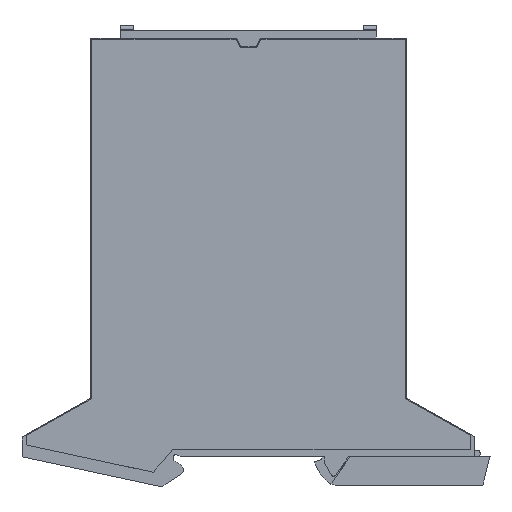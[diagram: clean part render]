
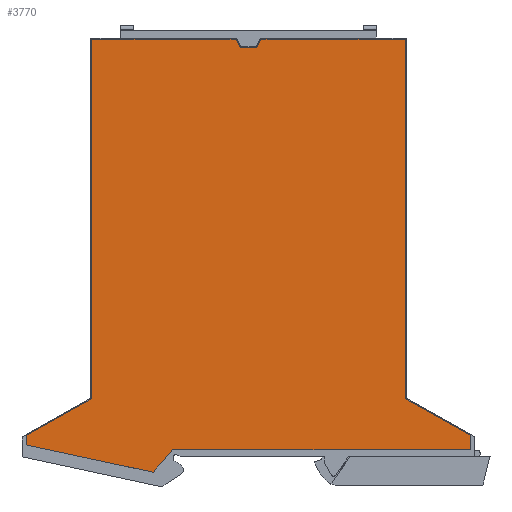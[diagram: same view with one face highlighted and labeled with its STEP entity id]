
A CAD part, left-side view. The second image highlights one B-rep face of the part: STEP entity #3770.
In plain terms, the highlighted planar face has unit normal (-1, 0, 0).
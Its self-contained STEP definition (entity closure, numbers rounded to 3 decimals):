
#3748=AXIS2_PLACEMENT_3D('Plane Axis2P3D',#3745,#3746,#3747) ;
#2802=CARTESIAN_POINT('Vertex',(0.,54.457,102.837)) ;
#2809=CARTESIAN_POINT('Vertex',(0.,58.347,102.837)) ;
#2812=CARTESIAN_POINT('Line Origine',(0.,56.402,102.837)) ;
#2830=CARTESIAN_POINT('Line Origine',(0.,54.014,103.787)) ;
#2834=CARTESIAN_POINT('Vertex',(0.,53.571,104.737)) ;
#2850=CARTESIAN_POINT('Line Origine',(0.,51.821,104.737)) ;
#2854=CARTESIAN_POINT('Vertex',(0.,50.071,104.737)) ;
#2857=CARTESIAN_POINT('Line Origine',(0.,34.937,104.737)) ;
#2861=CARTESIAN_POINT('Vertex',(0.,19.802,104.737)) ;
#2878=CARTESIAN_POINT('Line Origine',(0.,19.802,62.761)) ;
#2882=CARTESIAN_POINT('Vertex',(0.,19.802,20.784)) ;
#2898=CARTESIAN_POINT('Line Origine',(0.,12.186,16.519)) ;
#2902=CARTESIAN_POINT('Vertex',(0.,4.57,12.253)) ;
#2918=CARTESIAN_POINT('Line Origine',(0.,4.57,10.545)) ;
#2922=CARTESIAN_POINT('Vertex',(0.,4.57,8.837)) ;
#2938=CARTESIAN_POINT('Line Origine',(0.,39.349,8.837)) ;
#2942=CARTESIAN_POINT('Vertex',(0.,74.129,8.837)) ;
#2967=CARTESIAN_POINT('Control Point',(0.,74.602,8.296)) ;
#2968=CARTESIAN_POINT('Control Point',(0.,74.444,8.476)) ;
#2969=CARTESIAN_POINT('Control Point',(0.,74.286,8.657)) ;
#2970=CARTESIAN_POINT('Control Point',(0.,74.129,8.837)) ;
#2971=CARTESIAN_POINT('Vertex',(0.,74.602,8.296)) ;
#2996=CARTESIAN_POINT('Control Point',(0.,74.607,8.29)) ;
#2997=CARTESIAN_POINT('Control Point',(0.,74.605,8.292)) ;
#2998=CARTESIAN_POINT('Control Point',(0.,74.604,8.294)) ;
#2999=CARTESIAN_POINT('Control Point',(0.,74.602,8.296)) ;
#3000=CARTESIAN_POINT('Vertex',(0.,74.607,8.29)) ;
#3016=CARTESIAN_POINT('Line Origine',(0.,76.644,5.958)) ;
#3020=CARTESIAN_POINT('Vertex',(0.,78.681,3.626)) ;
#3036=CARTESIAN_POINT('Line Origine',(0.,93.458,6.805)) ;
#3040=CARTESIAN_POINT('Vertex',(0.,108.234,9.985)) ;
#3060=CARTESIAN_POINT('Line Origine',(0.,108.234,11.119)) ;
#3064=CARTESIAN_POINT('Vertex',(0.,108.234,12.253)) ;
#3080=CARTESIAN_POINT('Line Origine',(0.,100.618,16.519)) ;
#3084=CARTESIAN_POINT('Vertex',(0.,93.002,20.784)) ;
#3100=CARTESIAN_POINT('Line Origine',(0.,93.002,62.761)) ;
#3104=CARTESIAN_POINT('Vertex',(0.,93.002,104.737)) ;
#3120=CARTESIAN_POINT('Line Origine',(0.,60.983,104.737)) ;
#3124=CARTESIAN_POINT('Vertex',(0.,59.233,104.737)) ;
#3126=CARTESIAN_POINT('Vertex',(0.,62.733,104.737)) ;
#3134=CARTESIAN_POINT('Line Origine',(0.,77.867,104.737)) ;
#3153=CARTESIAN_POINT('Line Origine',(0.,58.79,103.787)) ;
#3745=CARTESIAN_POINT('Axis2P3D Location',(0.,56.402,7.237)) ;
#2813=DIRECTION('Vector Direction',(0.,1.,0.)) ;
#2831=DIRECTION('Vector Direction',(0.,-0.423,0.906)) ;
#2851=DIRECTION('Vector Direction',(0.,1.,0.)) ;
#2858=DIRECTION('Vector Direction',(0.,1.,0.)) ;
#2879=DIRECTION('Vector Direction',(0.,0.,1.)) ;
#2899=DIRECTION('Vector Direction',(0.,0.872,0.489)) ;
#2919=DIRECTION('Vector Direction',(0.,0.,1.)) ;
#2939=DIRECTION('Vector Direction',(0.,1.,0.)) ;
#3017=DIRECTION('Vector Direction',(0.,-0.658,0.753)) ;
#3037=DIRECTION('Vector Direction',(0.,-0.978,-0.21)) ;
#3061=DIRECTION('Vector Direction',(0.,0.,-1.)) ;
#3081=DIRECTION('Vector Direction',(0.,0.872,-0.489)) ;
#3101=DIRECTION('Vector Direction',(0.,0.,-1.)) ;
#3121=DIRECTION('Vector Direction',(0.,1.,0.)) ;
#3135=DIRECTION('Vector Direction',(0.,1.,0.)) ;
#3154=DIRECTION('Vector Direction',(0.,0.423,0.906)) ;
#3746=DIRECTION('Axis2P3D Direction',(-1.,0.,0.)) ;
#3747=DIRECTION('Axis2P3D XDirection',(0.,1.,0.)) ;
#2814=VECTOR('Line Direction',#2813,1.) ;
#2832=VECTOR('Line Direction',#2831,1.) ;
#2852=VECTOR('Line Direction',#2851,1.) ;
#2859=VECTOR('Line Direction',#2858,1.) ;
#2880=VECTOR('Line Direction',#2879,1.) ;
#2900=VECTOR('Line Direction',#2899,1.) ;
#2920=VECTOR('Line Direction',#2919,1.) ;
#2940=VECTOR('Line Direction',#2939,1.) ;
#3018=VECTOR('Line Direction',#3017,1.) ;
#3038=VECTOR('Line Direction',#3037,1.) ;
#3062=VECTOR('Line Direction',#3061,1.) ;
#3082=VECTOR('Line Direction',#3081,1.) ;
#3102=VECTOR('Line Direction',#3101,1.) ;
#3122=VECTOR('Line Direction',#3121,1.) ;
#3136=VECTOR('Line Direction',#3135,1.) ;
#3155=VECTOR('Line Direction',#3154,1.) ;
#3751=ORIENTED_EDGE('',*,*,#2816,.T.) ;
#3752=ORIENTED_EDGE('',*,*,#3157,.T.) ;
#3753=ORIENTED_EDGE('',*,*,#3128,.T.) ;
#3754=ORIENTED_EDGE('',*,*,#3138,.T.) ;
#3755=ORIENTED_EDGE('',*,*,#3106,.T.) ;
#3756=ORIENTED_EDGE('',*,*,#3086,.T.) ;
#3757=ORIENTED_EDGE('',*,*,#3066,.T.) ;
#3758=ORIENTED_EDGE('',*,*,#3042,.T.) ;
#3759=ORIENTED_EDGE('',*,*,#3022,.T.) ;
#3760=ORIENTED_EDGE('',*,*,#3002,.T.) ;
#3761=ORIENTED_EDGE('',*,*,#2973,.T.) ;
#3762=ORIENTED_EDGE('',*,*,#2944,.T.) ;
#3763=ORIENTED_EDGE('',*,*,#2924,.T.) ;
#3764=ORIENTED_EDGE('',*,*,#2904,.T.) ;
#3765=ORIENTED_EDGE('',*,*,#2884,.T.) ;
#3766=ORIENTED_EDGE('',*,*,#2863,.T.) ;
#3767=ORIENTED_EDGE('',*,*,#2856,.T.) ;
#3768=ORIENTED_EDGE('',*,*,#2836,.T.) ;
#3770=ADVANCED_FACE('BASE',(#3769),#3749,.T.) ;
#2966=B_SPLINE_CURVE_WITH_KNOTS('',3,(#2967,#2968,#2969,#2970),.UNSPECIFIED.,.F.,.U.,(4,4),(183.365,184.084),.UNSPECIFIED.) ;
#2995=B_SPLINE_CURVE_WITH_KNOTS('',3,(#2996,#2997,#2998,#2999),.UNSPECIFIED.,.F.,.U.,(4,4),(183.357,183.365),.UNSPECIFIED.) ;
#2816=EDGE_CURVE('',#2803,#2810,#2815,.T.) ;
#2836=EDGE_CURVE('',#2835,#2803,#2833,.F.) ;
#2856=EDGE_CURVE('',#2855,#2835,#2853,.T.) ;
#2863=EDGE_CURVE('',#2862,#2855,#2860,.T.) ;
#2884=EDGE_CURVE('',#2883,#2862,#2881,.T.) ;
#2904=EDGE_CURVE('',#2903,#2883,#2901,.T.) ;
#2924=EDGE_CURVE('',#2923,#2903,#2921,.T.) ;
#2944=EDGE_CURVE('',#2943,#2923,#2941,.F.) ;
#2973=EDGE_CURVE('',#2972,#2943,#2966,.T.) ;
#3002=EDGE_CURVE('',#3001,#2972,#2995,.T.) ;
#3022=EDGE_CURVE('',#3021,#3001,#3019,.T.) ;
#3042=EDGE_CURVE('',#3041,#3021,#3039,.T.) ;
#3066=EDGE_CURVE('',#3065,#3041,#3063,.T.) ;
#3086=EDGE_CURVE('',#3085,#3065,#3083,.T.) ;
#3106=EDGE_CURVE('',#3105,#3085,#3103,.T.) ;
#3128=EDGE_CURVE('',#3125,#3127,#3123,.T.) ;
#3138=EDGE_CURVE('',#3127,#3105,#3137,.T.) ;
#3157=EDGE_CURVE('',#2810,#3125,#3156,.T.) ;
#3750=EDGE_LOOP('',(#3751,#3752,#3753,#3754,#3755,#3756,#3757,#3758,#3759,#3760,#3761,#3762,#3763,#3764,#3765,#3766,#3767,#3768)) ;
#3769=FACE_OUTER_BOUND('',#3750,.T.) ;
#2815=LINE('Line',#2812,#2814) ;
#2833=LINE('Line',#2830,#2832) ;
#2853=LINE('Line',#2850,#2852) ;
#2860=LINE('Line',#2857,#2859) ;
#2881=LINE('Line',#2878,#2880) ;
#2901=LINE('Line',#2898,#2900) ;
#2921=LINE('Line',#2918,#2920) ;
#2941=LINE('Line',#2938,#2940) ;
#3019=LINE('Line',#3016,#3018) ;
#3039=LINE('Line',#3036,#3038) ;
#3063=LINE('Line',#3060,#3062) ;
#3083=LINE('Line',#3080,#3082) ;
#3103=LINE('Line',#3100,#3102) ;
#3123=LINE('Line',#3120,#3122) ;
#3137=LINE('Line',#3134,#3136) ;
#3156=LINE('Line',#3153,#3155) ;
#3749=PLANE('',#3748) ;
#2803=VERTEX_POINT('',#2802) ;
#2810=VERTEX_POINT('',#2809) ;
#2835=VERTEX_POINT('',#2834) ;
#2855=VERTEX_POINT('',#2854) ;
#2862=VERTEX_POINT('',#2861) ;
#2883=VERTEX_POINT('',#2882) ;
#2903=VERTEX_POINT('',#2902) ;
#2923=VERTEX_POINT('',#2922) ;
#2943=VERTEX_POINT('',#2942) ;
#2972=VERTEX_POINT('',#2971) ;
#3001=VERTEX_POINT('',#3000) ;
#3021=VERTEX_POINT('',#3020) ;
#3041=VERTEX_POINT('',#3040) ;
#3065=VERTEX_POINT('',#3064) ;
#3085=VERTEX_POINT('',#3084) ;
#3105=VERTEX_POINT('',#3104) ;
#3125=VERTEX_POINT('',#3124) ;
#3127=VERTEX_POINT('',#3126) ;
